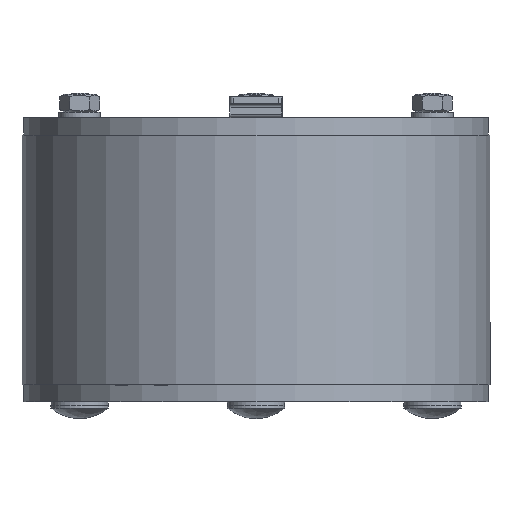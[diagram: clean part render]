
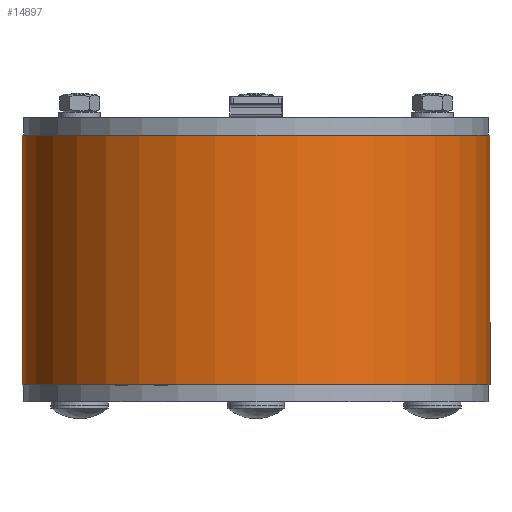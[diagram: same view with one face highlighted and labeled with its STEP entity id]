
A CAD part, front view. The second image highlights one B-rep face of the part: STEP entity #14897.
In plain terms, the highlighted cylindrical face has radius 67.5 mm (diameter 135 mm), a partial arc.
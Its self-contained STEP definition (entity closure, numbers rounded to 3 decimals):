
#362=LINE('',#20352,#2060);
#366=LINE('',#20361,#2064);
#2060=VECTOR('',#16791,72.);
#2064=VECTOR('',#16797,72.);
#4881=FACE_OUTER_BOUND('',#5728,.T.);
#5728=EDGE_LOOP('',(#10573,#10574,#10575,#10576));
#6640=CIRCLE('',#15778,67.5);
#6641=CIRCLE('',#15779,67.5);
#6848=VERTEX_POINT('',#20349);
#6849=VERTEX_POINT('',#20351);
#6852=VERTEX_POINT('',#20358);
#6853=VERTEX_POINT('',#20360);
#8327=EDGE_CURVE('',#6849,#6848,#362,.T.);
#8331=EDGE_CURVE('',#6852,#6853,#366,.T.);
#8333=EDGE_CURVE('',#6849,#6852,#6640,.T.);
#8334=EDGE_CURVE('',#6853,#6848,#6641,.T.);
#10573=ORIENTED_EDGE('',*,*,#8331,.F.);
#10574=ORIENTED_EDGE('',*,*,#8333,.F.);
#10575=ORIENTED_EDGE('',*,*,#8327,.T.);
#10576=ORIENTED_EDGE('',*,*,#8334,.F.);
#14792=CYLINDRICAL_SURFACE('',#15777,67.5);
#14897=ADVANCED_FACE('',(#4881),#14792,.T.);
#15777=AXIS2_PLACEMENT_3D('',#20363,#16799,#16800);
#15778=AXIS2_PLACEMENT_3D('',#20364,#16801,#16802);
#15779=AXIS2_PLACEMENT_3D('',#20365,#16803,#16804);
#16791=DIRECTION('',(0.,0.,1.));
#16797=DIRECTION('',(0.,0.,1.));
#16799=DIRECTION('center_axis',(0.,0.,1.));
#16800=DIRECTION('ref_axis',(-1.,0.007,0.));
#16801=DIRECTION('center_axis',(0.,0.,-1.));
#16802=DIRECTION('ref_axis',(-1.,0.007,0.));
#16803=DIRECTION('center_axis',(0.,0.,1.));
#16804=DIRECTION('ref_axis',(-1.,0.007,0.));
#20349=CARTESIAN_POINT('',(-67.5,0.,72.));
#20351=CARTESIAN_POINT('',(-67.5,0.,0.));
#20352=CARTESIAN_POINT('',(-67.5,0.,0.));
#20358=CARTESIAN_POINT('',(67.5,0.,0.));
#20360=CARTESIAN_POINT('',(67.5,0.,72.));
#20361=CARTESIAN_POINT('',(67.5,0.,0.));
#20363=CARTESIAN_POINT('Origin',(0.,0.,0.));
#20364=CARTESIAN_POINT('Origin',(0.,0.,0.));
#20365=CARTESIAN_POINT('Origin',(0.,0.,72.));
